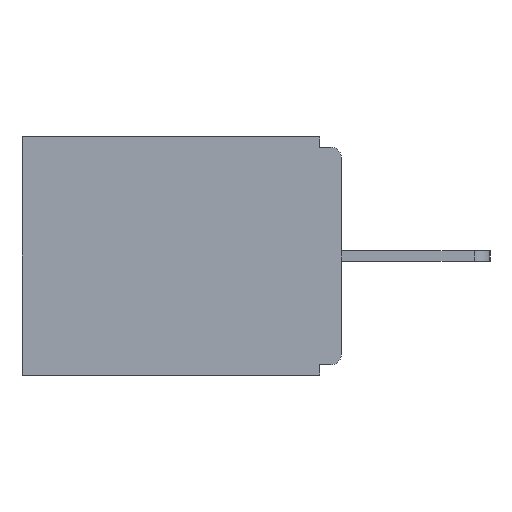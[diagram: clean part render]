
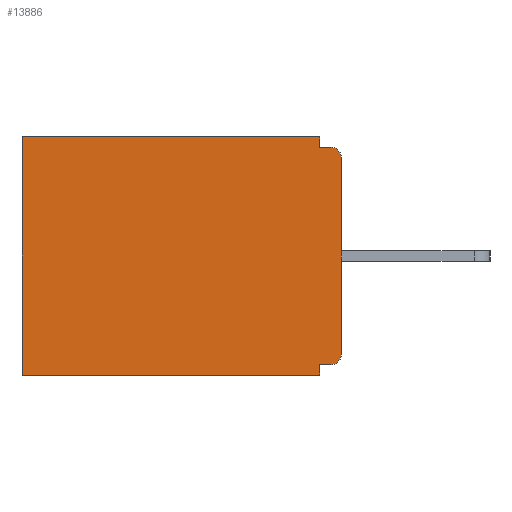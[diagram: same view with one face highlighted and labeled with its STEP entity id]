
A CAD part, left-side view. The second image highlights one B-rep face of the part: STEP entity #13886.
In plain terms, the highlighted planar face has unit normal (-1, 0, 0).
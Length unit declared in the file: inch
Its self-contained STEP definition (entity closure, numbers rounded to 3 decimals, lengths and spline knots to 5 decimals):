
#83 = AXIS2_PLACEMENT_3D ( 'NONE', #10622, #4996, #11530 ) ;
#98 = DIRECTION ( 'NONE',  ( 0., 1., 0. ) ) ;
#249 = VERTEX_POINT ( 'NONE', #6073 ) ;
#250 = VECTOR ( 'NONE', #9951, 39.37008 ) ;
#451 = ORIENTED_EDGE ( 'NONE', *, *, #9889, .F. ) ;
#492 = DIRECTION ( 'NONE',  ( 0., 0., -1. ) ) ;
#544 = VERTEX_POINT ( 'NONE', #9277 ) ;
#737 = EDGE_CURVE ( 'NONE', #3762, #11013, #3075, .T. ) ;
#748 = FACE_OUTER_BOUND ( 'NONE', #2223, .T. ) ;
#837 = DIRECTION ( 'NONE',  ( 0., 0., -1. ) ) ;
#1108 = CARTESIAN_POINT ( 'NONE',  ( 0.298, 0., -0.03 ) ) ;
#1238 = VECTOR ( 'NONE', #492, 39.37008 ) ;
#1351 = ORIENTED_EDGE ( 'NONE', *, *, #9380, .T. ) ;
#1369 = VERTEX_POINT ( 'NONE', #10610 ) ;
#1412 = DIRECTION ( 'NONE',  ( 0., 1., 0. ) ) ;
#1473 = CARTESIAN_POINT ( 'NONE',  ( 0.298, 0., -0.313 ) ) ;
#1494 = CIRCLE ( 'NONE', #8024, 0.015 ) ;
#1636 = CARTESIAN_POINT ( 'NONE',  ( 0.298, 0., -0.343 ) ) ;
#2223 = EDGE_LOOP ( 'NONE', ( #2471, #3847, #451, #6868, #1351, #11438, #11881, #4404, #4526, #6799 ) ) ;
#2471 = ORIENTED_EDGE ( 'NONE', *, *, #7804, .T. ) ;
#2667 = LINE ( 'NONE', #8874, #11832 ) ;
#2715 = CARTESIAN_POINT ( 'NONE',  ( 0.298, 0., -0.015 ) ) ;
#3075 = LINE ( 'NONE', #8241, #3508 ) ;
#3508 = VECTOR ( 'NONE', #6100, 39.37008 ) ;
#3524 = EDGE_CURVE ( 'NONE', #10831, #7345, #13018, .T. ) ;
#3762 = VERTEX_POINT ( 'NONE', #13502 ) ;
#3771 = DIRECTION ( 'NONE',  ( 0., -1., 0. ) ) ;
#3847 = ORIENTED_EDGE ( 'NONE', *, *, #6074, .F. ) ;
#4047 = LINE ( 'NONE', #11360, #4151 ) ;
#4151 = VECTOR ( 'NONE', #837, 39.37008 ) ;
#4404 = ORIENTED_EDGE ( 'NONE', *, *, #5491, .F. ) ;
#4526 = ORIENTED_EDGE ( 'NONE', *, *, #6181, .T. ) ;
#4783 = CARTESIAN_POINT ( 'NONE',  ( 0.298, 0.46, -0.343 ) ) ;
#4808 = CARTESIAN_POINT ( 'NONE',  ( 0.298, 0.46, 0. ) ) ;
#4925 = VERTEX_POINT ( 'NONE', #1108 ) ;
#4996 = DIRECTION ( 'NONE',  ( -1., 0., 0. ) ) ;
#5491 = EDGE_CURVE ( 'NONE', #1369, #3762, #2667, .T. ) ;
#5643 = VECTOR ( 'NONE', #98, 39.37008 ) ;
#5804 = DIRECTION ( 'NONE',  ( 0., 0., -1. ) ) ;
#5859 = DIRECTION ( 'NONE',  ( -1., 0., 0. ) ) ;
#6026 = VERTEX_POINT ( 'NONE', #1473 ) ;
#6035 = LINE ( 'NONE', #2715, #11169 ) ;
#6073 = CARTESIAN_POINT ( 'NONE',  ( 0.298, 0.031, -0.015 ) ) ;
#6074 = EDGE_CURVE ( 'NONE', #249, #544, #6035, .T. ) ;
#6100 = DIRECTION ( 'NONE',  ( 0., 0., -1. ) ) ;
#6181 = EDGE_CURVE ( 'NONE', #1369, #6026, #1494, .T. ) ;
#6410 = EDGE_CURVE ( 'NONE', #11013, #13155, #10024, .T. ) ;
#6799 = ORIENTED_EDGE ( 'NONE', *, *, #9550, .F. ) ;
#6868 = ORIENTED_EDGE ( 'NONE', *, *, #3524, .T. ) ;
#7345 = VERTEX_POINT ( 'NONE', #4808 ) ;
#7730 = CIRCLE ( 'NONE', #83, 0.015 ) ;
#7800 = CARTESIAN_POINT ( 'NONE',  ( 0.298, 0.031, 0. ) ) ;
#7804 = EDGE_CURVE ( 'NONE', #4925, #544, #7730, .T. ) ;
#7965 = LINE ( 'NONE', #12218, #1238 ) ;
#8024 = AXIS2_PLACEMENT_3D ( 'NONE', #12394, #5859, #8906 ) ;
#8241 = CARTESIAN_POINT ( 'NONE',  ( 0.298, 0.031, -0.343 ) ) ;
#8696 = CARTESIAN_POINT ( 'NONE',  ( 0.298, 0., 0. ) ) ;
#8874 = CARTESIAN_POINT ( 'NONE',  ( 0.298, 0., -0.328 ) ) ;
#8906 = DIRECTION ( 'NONE',  ( 0., 0., -1. ) ) ;
#9269 = PLANE ( 'NONE',  #13872 ) ;
#9277 = CARTESIAN_POINT ( 'NONE',  ( 0.298, 0.015, -0.015 ) ) ;
#9380 = EDGE_CURVE ( 'NONE', #7345, #13155, #7965, .T. ) ;
#9550 = EDGE_CURVE ( 'NONE', #4925, #6026, #11374, .T. ) ;
#9889 = EDGE_CURVE ( 'NONE', #10831, #249, #4047, .T. ) ;
#9951 = DIRECTION ( 'NONE',  ( 0., 1., 0. ) ) ;
#10024 = LINE ( 'NONE', #1636, #250 ) ;
#10204 = DIRECTION ( 'NONE',  ( 1., 0., 0. ) ) ;
#10429 = CARTESIAN_POINT ( 'NONE',  ( 0.298, 0., 0. ) ) ;
#10610 = CARTESIAN_POINT ( 'NONE',  ( 0.298, 0.015, -0.328 ) ) ;
#10622 = CARTESIAN_POINT ( 'NONE',  ( 0.298, 0.015, -0.03 ) ) ;
#10831 = VERTEX_POINT ( 'NONE', #7800 ) ;
#11013 = VERTEX_POINT ( 'NONE', #11494 ) ;
#11169 = VECTOR ( 'NONE', #3771, 39.37008 ) ;
#11360 = CARTESIAN_POINT ( 'NONE',  ( 0.298, 0.031, -0.343 ) ) ;
#11374 = LINE ( 'NONE', #11731, #13174 ) ;
#11438 = ORIENTED_EDGE ( 'NONE', *, *, #6410, .F. ) ;
#11494 = CARTESIAN_POINT ( 'NONE',  ( 0.298, 0.031, -0.343 ) ) ;
#11530 = DIRECTION ( 'NONE',  ( 0., 0., -1. ) ) ;
#11731 = CARTESIAN_POINT ( 'NONE',  ( 0.298, 0., 0. ) ) ;
#11832 = VECTOR ( 'NONE', #1412, 39.37008 ) ;
#11881 = ORIENTED_EDGE ( 'NONE', *, *, #737, .F. ) ;
#11990 = DIRECTION ( 'NONE',  ( 0., 0., -1. ) ) ;
#12218 = CARTESIAN_POINT ( 'NONE',  ( 0.298, 0.46, 0. ) ) ;
#12394 = CARTESIAN_POINT ( 'NONE',  ( 0.298, 0.015, -0.313 ) ) ;
#13018 = LINE ( 'NONE', #8696, #5643 ) ;
#13155 = VERTEX_POINT ( 'NONE', #4783 ) ;
#13174 = VECTOR ( 'NONE', #11990, 39.37008 ) ;
#13502 = CARTESIAN_POINT ( 'NONE',  ( 0.298, 0.031, -0.328 ) ) ;
#13872 = AXIS2_PLACEMENT_3D ( 'NONE', #10429, #10204, #5804 ) ;
#13886 = ADVANCED_FACE ( 'NONE', ( #748 ), #9269, .F. ) ;
